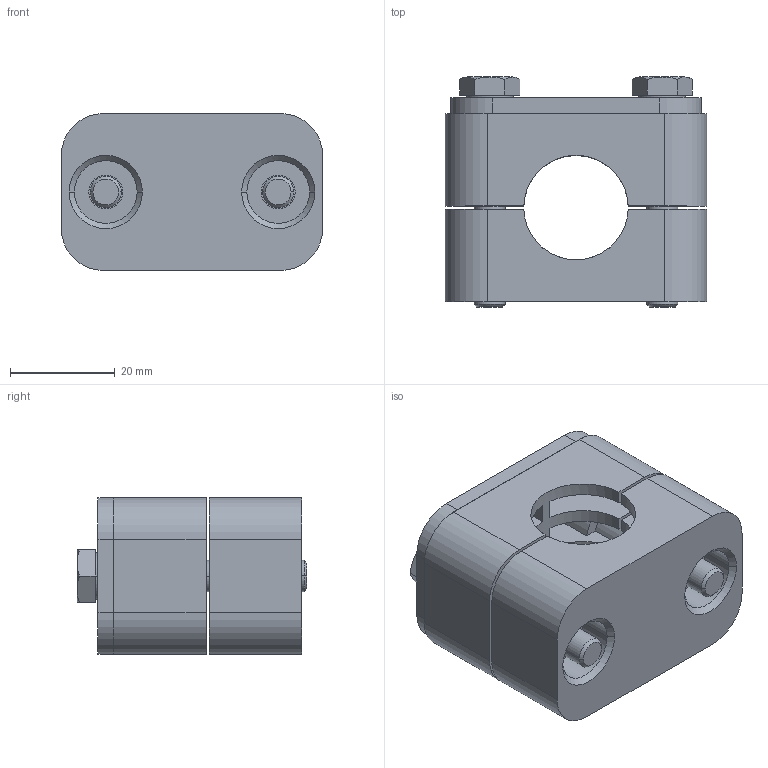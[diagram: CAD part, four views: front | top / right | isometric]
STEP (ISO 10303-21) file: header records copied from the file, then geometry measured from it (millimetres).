
FILE_DESCRIPTION(('STEP AP203'),'1');
FILE_NAME('320_pp-dp-as_m_w1.stp','2021-05-25T07:47:28',('TraceParts'),('TraceParts S.A.'),'Spatial InterOp 3D',' ',' ');
FILE_SCHEMA(('CONFIG_CONTROL_DESIGN'));
Length unit declared in the file: millimetre
Products named in the file (1): 1
Bounding box: 50 x 44 x 30 mm (x, y, z)
Volume: 31132 mm3; surface area: 26569 mm2
Topology: 5 solids, 5 shells, 798 faces, 2143 edges, 1418 vertices
Faces by surface type: plane 515, cylinder 251, cone 32
Entity records: 25045 total; most frequent: CARTESIAN_POINT 4460, DIRECTION 4291, ORIENTED_EDGE 4286, EDGE_CURVE 2143, LINE 1553, VECTOR 1553, VERTEX_POINT 1418, AXIS2_PLACEMENT_3D 1369
